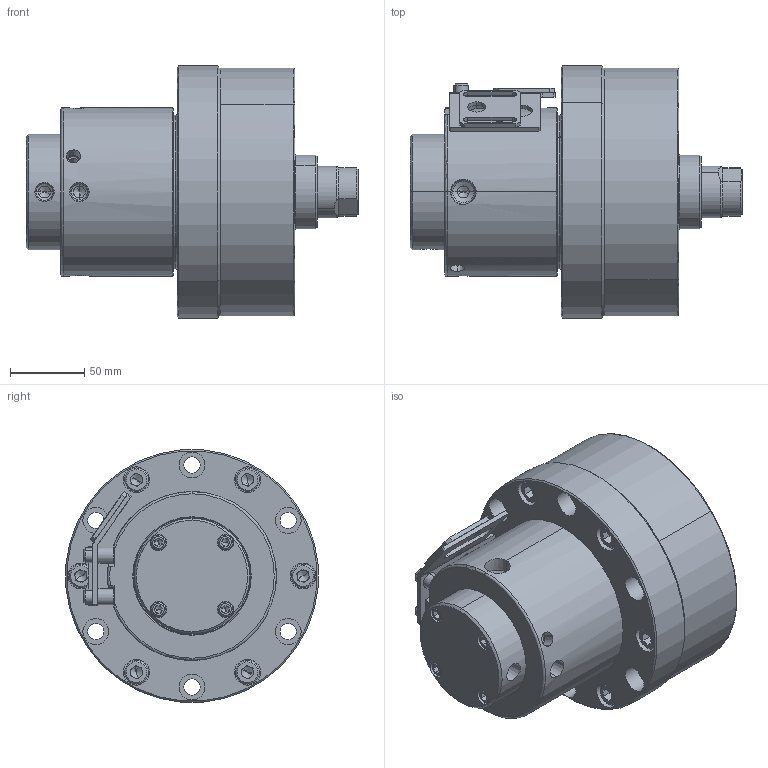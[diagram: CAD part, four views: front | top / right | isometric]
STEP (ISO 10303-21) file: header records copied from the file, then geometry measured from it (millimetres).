
FILE_DESCRIPTION (( 'STEP AP203' ), '1' );
FILE_NAME ('CF-RE-L130.STEP', '2019-10-18T07:41:51', ( '' ), ( '' ), 'SwSTEP 2.0', 'SolidWorks 2016', '' );
FILE_SCHEMA (( 'CONFIG_CONTROL_DESIGN' ));
Length unit declared in the file: millimetre
Products named in the file (16): M6x12半圓頭; RE-110檢出環; CF-RE-L130; RE-110檢出導銷; RE-L130閥軸; RE-110閥體; RE-130缸體; RE-L110給水閥體; RE-L130活塞; RE-L110閥蓋; 圓頭內六角螺栓_M10x40; RE-110檢出開關座; M6x55; RE-110檢出定位板; M6x25; RE-110檢出開關座支柱
Assembly tree (28 placements, depth 2):
  CF-RE-L130
    RE-110閥體
    RE-L110給水閥體
    RE-L110閥蓋
    RE-110檢出開關座
    RE-110檢出定位板  x2
    RE-110檢出開關座支柱  x2
    RE-110檢出環
    RE-110檢出導銷  x2
    RE-L130閥軸
    RE-130缸體
    RE-L130活塞
    圓頭內六角螺栓_M10x40  x6
    M6x55  x4
    M6x25  x2
    M6x12半圓頭  x2
Bounding box: 224.15 x 170.35 x 170.35 mm (x, y, z)
Volume: 2014119.4 mm3; surface area: 412442.6 mm2
Topology: 28 solids, 28 shells, 986 faces, 2273 edges, 1361 vertices
Faces by surface type: plane 350, cylinder 348, cone 266, torus 22
Entity records: 22449 total; most frequent: CARTESIAN_POINT 4339, DIRECTION 3673, ORIENTED_EDGE 3086, EDGE_CURVE 1543, AXIS2_PLACEMENT_3D 1483, VERTEX_POINT 956, EDGE_LOOP 843, CIRCLE 770
